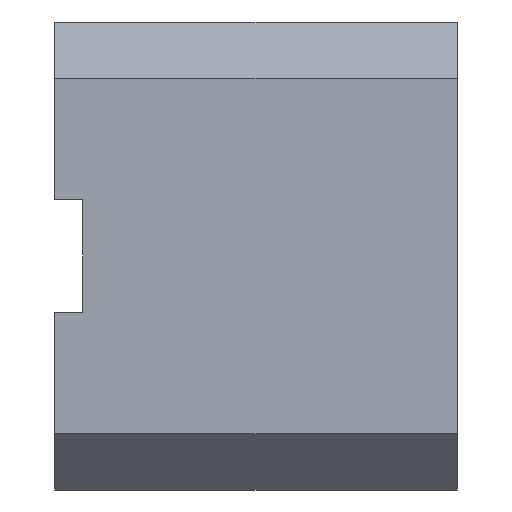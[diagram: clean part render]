
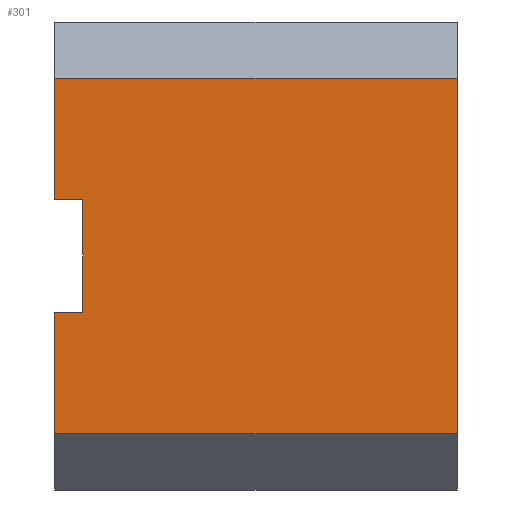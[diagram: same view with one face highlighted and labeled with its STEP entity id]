
A CAD part, left-side view. The second image highlights one B-rep face of the part: STEP entity #301.
In plain terms, the highlighted planar face has unit normal (-1, 0, 0).
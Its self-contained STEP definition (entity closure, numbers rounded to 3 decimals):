
#39=FACE_OUTER_BOUND('',#58,.T.);
#58=EDGE_LOOP('',(#219,#220,#221,#222,#223,#224,#225,#226));
#86=LINE('',#438,#116);
#87=LINE('',#441,#117);
#91=LINE('',#451,#121);
#92=LINE('',#453,#122);
#93=LINE('',#455,#123);
#94=LINE('',#457,#124);
#95=LINE('',#459,#125);
#96=LINE('',#460,#126);
#116=VECTOR('',#352,43.);
#117=VECTOR('',#355,13.);
#121=VECTOR('',#363,38.);
#122=VECTOR('',#364,43.);
#123=VECTOR('',#365,13.);
#124=VECTOR('',#366,3.);
#125=VECTOR('',#367,12.);
#126=VECTOR('',#368,3.);
#143=VERTEX_POINT('',#431);
#146=VERTEX_POINT('',#436);
#147=VERTEX_POINT('',#440);
#151=VERTEX_POINT('',#450);
#152=VERTEX_POINT('',#452);
#153=VERTEX_POINT('',#454);
#154=VERTEX_POINT('',#456);
#155=VERTEX_POINT('',#458);
#174=EDGE_CURVE('',#146,#143,#86,.T.);
#175=EDGE_CURVE('',#143,#147,#87,.T.);
#180=EDGE_CURVE('',#146,#151,#91,.T.);
#181=EDGE_CURVE('',#152,#151,#92,.T.);
#182=EDGE_CURVE('',#153,#152,#93,.T.);
#183=EDGE_CURVE('',#153,#154,#94,.T.);
#184=EDGE_CURVE('',#154,#155,#95,.T.);
#185=EDGE_CURVE('',#155,#147,#96,.T.);
#219=ORIENTED_EDGE('',*,*,#174,.F.);
#220=ORIENTED_EDGE('',*,*,#180,.T.);
#221=ORIENTED_EDGE('',*,*,#181,.F.);
#222=ORIENTED_EDGE('',*,*,#182,.F.);
#223=ORIENTED_EDGE('',*,*,#183,.T.);
#224=ORIENTED_EDGE('',*,*,#184,.T.);
#225=ORIENTED_EDGE('',*,*,#185,.T.);
#226=ORIENTED_EDGE('',*,*,#175,.F.);
#287=PLANE('',#322);
#301=ADVANCED_FACE('',(#39),#287,.T.);
#322=AXIS2_PLACEMENT_3D('',#449,#361,#362);
#352=DIRECTION('',(0.,1.,0.));
#355=DIRECTION('',(0.,0.,1.));
#361=DIRECTION('center_axis',(-1.,0.,0.));
#362=DIRECTION('ref_axis',(0.,0.,1.));
#363=DIRECTION('',(0.,0.,1.));
#364=DIRECTION('',(0.,-1.,0.));
#365=DIRECTION('',(0.,0.,1.));
#366=DIRECTION('',(0.,-1.,0.));
#367=DIRECTION('',(0.,0.,-1.));
#368=DIRECTION('',(0.,1.,0.));
#431=CARTESIAN_POINT('',(-10.,43.,-19.));
#436=CARTESIAN_POINT('',(-10.,0.,-19.));
#438=CARTESIAN_POINT('',(-10.,0.,-19.));
#440=CARTESIAN_POINT('',(-10.,43.,-6.));
#441=CARTESIAN_POINT('',(-10.,43.,-25.));
#449=CARTESIAN_POINT('Origin',(-10.,0.,-25.));
#450=CARTESIAN_POINT('',(-10.,0.,19.));
#451=CARTESIAN_POINT('',(-10.,0.,-25.));
#452=CARTESIAN_POINT('',(-10.,43.,19.));
#453=CARTESIAN_POINT('',(-10.,0.,19.));
#454=CARTESIAN_POINT('',(-10.,43.,6.));
#455=CARTESIAN_POINT('',(-10.,43.,-25.));
#456=CARTESIAN_POINT('',(-10.,40.,6.));
#457=CARTESIAN_POINT('',(-10.,21.5,6.));
#458=CARTESIAN_POINT('',(-10.,40.,-6.));
#459=CARTESIAN_POINT('',(-10.,40.,-12.5));
#460=CARTESIAN_POINT('',(-10.,21.5,-6.));
